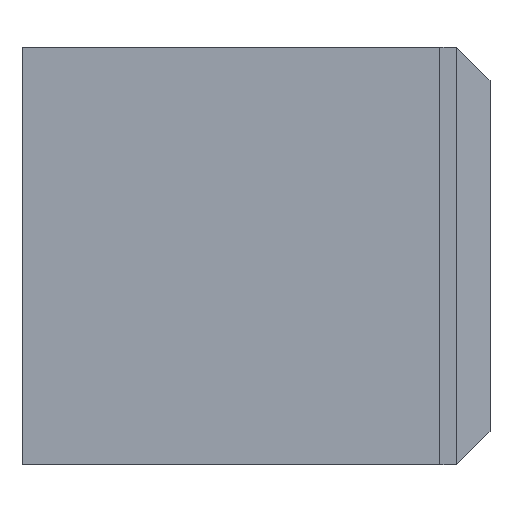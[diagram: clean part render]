
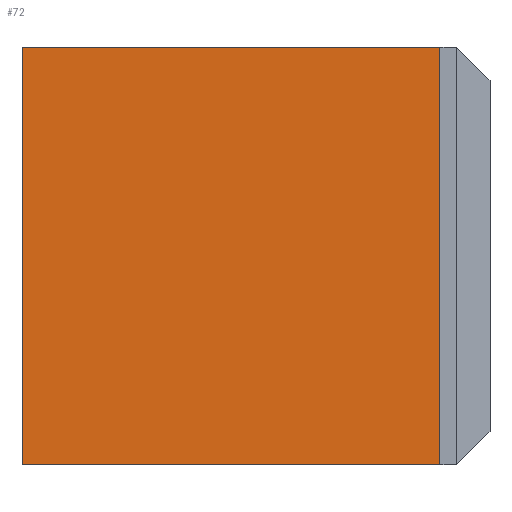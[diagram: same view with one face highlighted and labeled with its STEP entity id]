
A CAD part, left-side view. The second image highlights one B-rep face of the part: STEP entity #72.
In plain terms, the highlighted planar face has unit normal (-1, 0, 0).
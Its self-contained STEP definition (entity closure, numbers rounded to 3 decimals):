
#14 = DIRECTION ( 'NONE',  ( 0., -1., 0. ) ) ;
#41 = ORIENTED_EDGE ( 'NONE', *, *, #563, .T. ) ;
#48 = VERTEX_POINT ( 'NONE', #636 ) ;
#71 = CARTESIAN_POINT ( 'NONE',  ( -12.5, -12.5, 12.5 ) ) ;
#72 = ADVANCED_FACE ( 'NONE', ( #320 ), #253, .F. ) ;
#111 = ORIENTED_EDGE ( 'NONE', *, *, #628, .F. ) ;
#197 = EDGE_CURVE ( 'NONE', #48, #935, #237, .T. ) ;
#235 = DIRECTION ( 'NONE',  ( 0., 0., -1. ) ) ;
#237 = LINE ( 'NONE', #557, #937 ) ;
#253 = PLANE ( 'NONE',  #837 ) ;
#320 = FACE_OUTER_BOUND ( 'NONE', #379, .T. ) ;
#331 = CARTESIAN_POINT ( 'NONE',  ( -12.5, 12.5, 12.5 ) ) ;
#379 = EDGE_LOOP ( 'NONE', ( #995, #111, #538, #41 ) ) ;
#419 = VERTEX_POINT ( 'NONE', #669 ) ;
#421 = LINE ( 'NONE', #331, #704 ) ;
#528 = DIRECTION ( 'NONE',  ( 0., 0., -1. ) ) ;
#532 = CARTESIAN_POINT ( 'NONE',  ( -12.5, 12.5, 12.5 ) ) ;
#538 = ORIENTED_EDGE ( 'NONE', *, *, #939, .F. ) ;
#557 = CARTESIAN_POINT ( 'NONE',  ( -12.5, 12.5, -12.5 ) ) ;
#562 = CARTESIAN_POINT ( 'NONE',  ( -12.5, -12.5, 12.5 ) ) ;
#563 = EDGE_CURVE ( 'NONE', #419, #48, #796, .T. ) ;
#574 = DIRECTION ( 'NONE',  ( 0., 1., 0. ) ) ;
#619 = VECTOR ( 'NONE', #235, 1000. ) ;
#628 = EDGE_CURVE ( 'NONE', #949, #935, #954, .T. ) ;
#636 = CARTESIAN_POINT ( 'NONE',  ( -12.5, 12.5, -12.5 ) ) ;
#669 = CARTESIAN_POINT ( 'NONE',  ( -12.5, 12.5, 12.5 ) ) ;
#704 = VECTOR ( 'NONE', #14, 1000. ) ;
#796 = LINE ( 'NONE', #532, #955 ) ;
#826 = CARTESIAN_POINT ( 'NONE',  ( -12.5, -12.5, -12.5 ) ) ;
#837 = AXIS2_PLACEMENT_3D ( 'NONE', #957, #885, #574 ) ;
#875 = DIRECTION ( 'NONE',  ( 0., -1., 0. ) ) ;
#885 = DIRECTION ( 'NONE',  ( 1., 0., 0. ) ) ;
#935 = VERTEX_POINT ( 'NONE', #826 ) ;
#937 = VECTOR ( 'NONE', #875, 1000. ) ;
#939 = EDGE_CURVE ( 'NONE', #419, #949, #421, .T. ) ;
#949 = VERTEX_POINT ( 'NONE', #562 ) ;
#954 = LINE ( 'NONE', #71, #619 ) ;
#955 = VECTOR ( 'NONE', #528, 1000. ) ;
#957 = CARTESIAN_POINT ( 'NONE',  ( -12.5, 12.5, 12.5 ) ) ;
#995 = ORIENTED_EDGE ( 'NONE', *, *, #197, .T. ) ;
